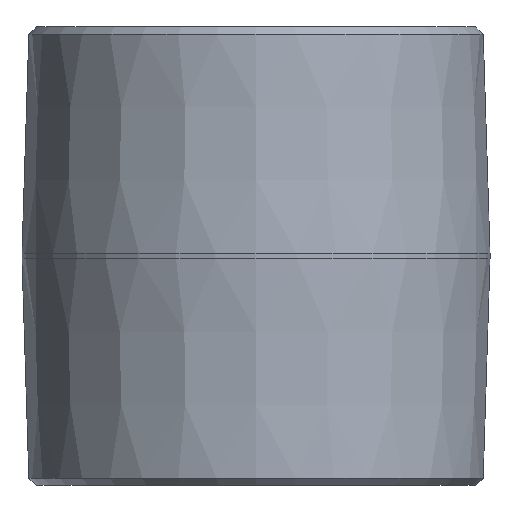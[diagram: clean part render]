
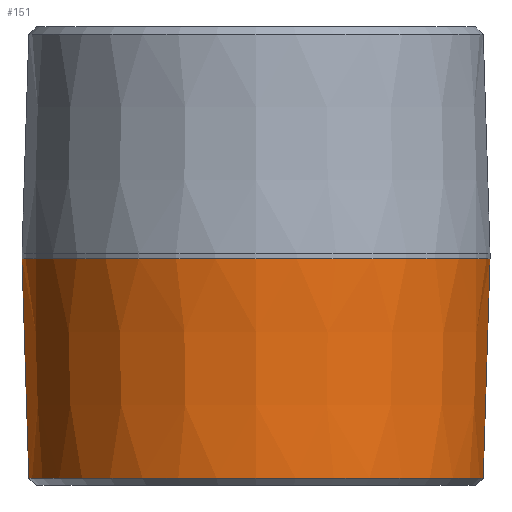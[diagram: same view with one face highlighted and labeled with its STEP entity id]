
A CAD part, front view. The second image highlights one B-rep face of the part: STEP entity #151.
In plain terms, the highlighted conical face has half-angle 1.78 degrees and reference radius 21.082 mm.
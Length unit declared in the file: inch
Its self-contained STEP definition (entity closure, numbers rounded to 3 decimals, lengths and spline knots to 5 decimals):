
#60 = CARTESIAN_POINT ( 'NONE',  ( 0.83, 0., 0.8025 ) ) ;
#64 = EDGE_CURVE ( 'NONE', #304, #149, #184, .T. ) ;
#85 = CARTESIAN_POINT ( 'NONE',  ( 0.83, 0., 0.8025 ) ) ;
#91 = AXIS2_PLACEMENT_3D ( 'NONE', #206, #458, #328 ) ;
#130 = EDGE_CURVE ( 'NONE', #304, #307, #187, .T. ) ;
#131 = VECTOR ( 'NONE', #308, 39.37008 ) ;
#133 = CARTESIAN_POINT ( 'NONE',  ( 0., 0., 0.8025 ) ) ;
#149 = VERTEX_POINT ( 'NONE', #548 ) ;
#151 = ADVANCED_FACE ( 'NONE', ( #507 ), #335, .T. ) ;
#184 = LINE ( 'NONE', #403, #352 ) ;
#187 = CIRCLE ( 'NONE', #506, 0.80584 ) ;
#199 = DIRECTION ( 'NONE',  ( -1., 0., 0. ) ) ;
#206 = CARTESIAN_POINT ( 'NONE',  ( 0., 0., 0.8025 ) ) ;
#218 = ORIENTED_EDGE ( 'NONE', *, *, #64, .F. ) ;
#221 = EDGE_LOOP ( 'NONE', ( #218, #438, #271, #469 ) ) ;
#245 = CIRCLE ( 'NONE', #330, 0.83 ) ;
#263 = VERTEX_POINT ( 'NONE', #85 ) ;
#271 = ORIENTED_EDGE ( 'NONE', *, *, #303, .T. ) ;
#292 = DIRECTION ( 'NONE',  ( 0., 0., 1. ) ) ;
#303 = EDGE_CURVE ( 'NONE', #307, #263, #343, .T. ) ;
#304 = VERTEX_POINT ( 'NONE', #387 ) ;
#307 = VERTEX_POINT ( 'NONE', #392 ) ;
#308 = DIRECTION ( 'NONE',  ( 0.031, 0., 1. ) ) ;
#328 = DIRECTION ( 'NONE',  ( 1., 0., 0. ) ) ;
#330 = AXIS2_PLACEMENT_3D ( 'NONE', #133, #394, #355 ) ;
#335 = CONICAL_SURFACE ( 'NONE', #91, 0.83, 0.031 ) ;
#343 = LINE ( 'NONE', #60, #131 ) ;
#352 = VECTOR ( 'NONE', #357, 39.37008 ) ;
#355 = DIRECTION ( 'NONE',  ( -1., 0., 0. ) ) ;
#357 = DIRECTION ( 'NONE',  ( -0.031, 0., 1. ) ) ;
#374 = CARTESIAN_POINT ( 'NONE',  ( 0., 0., 0.02499 ) ) ;
#387 = CARTESIAN_POINT ( 'NONE',  ( -0.80584, 0., 0.02499 ) ) ;
#392 = CARTESIAN_POINT ( 'NONE',  ( 0.80584, 0., 0.02499 ) ) ;
#394 = DIRECTION ( 'NONE',  ( 0., 0., -1. ) ) ;
#403 = CARTESIAN_POINT ( 'NONE',  ( -0.83, 0., 0.8025 ) ) ;
#413 = EDGE_CURVE ( 'NONE', #263, #149, #245, .T. ) ;
#438 = ORIENTED_EDGE ( 'NONE', *, *, #130, .T. ) ;
#458 = DIRECTION ( 'NONE',  ( 0., 0., 1. ) ) ;
#469 = ORIENTED_EDGE ( 'NONE', *, *, #413, .T. ) ;
#506 = AXIS2_PLACEMENT_3D ( 'NONE', #374, #292, #199 ) ;
#507 = FACE_OUTER_BOUND ( 'NONE', #221, .T. ) ;
#548 = CARTESIAN_POINT ( 'NONE',  ( -0.83, 0., 0.8025 ) ) ;
